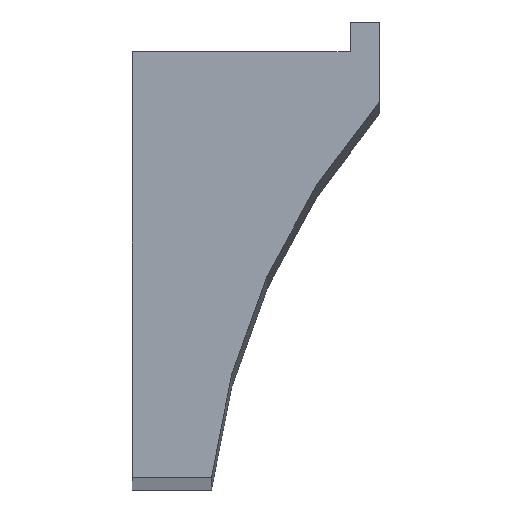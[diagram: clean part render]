
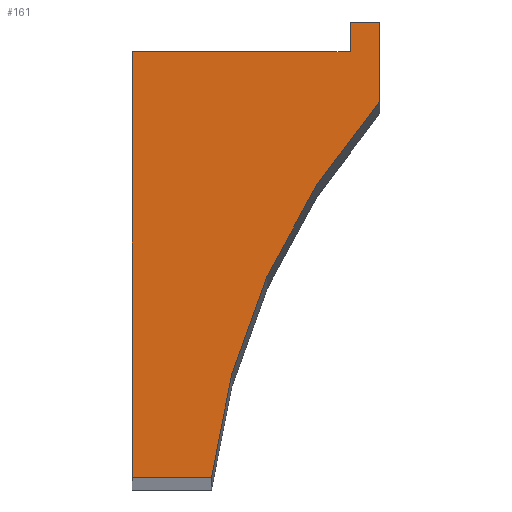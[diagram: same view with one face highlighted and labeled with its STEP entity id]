
A CAD part, top view. The second image highlights one B-rep face of the part: STEP entity #161.
In plain terms, the highlighted planar face has unit normal (0, 0, 1).
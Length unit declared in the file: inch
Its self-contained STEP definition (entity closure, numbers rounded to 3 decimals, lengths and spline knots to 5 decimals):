
#16=CIRCLE('',#185,8.75);
#20=FACE_OUTER_BOUND('',#29,.T.);
#29=EDGE_LOOP('',(#117,#118,#119,#120,#121,#122,#123));
#36=LINE('',#240,#55);
#40=LINE('',#248,#59);
#43=LINE('',#254,#62);
#44=LINE('',#256,#63);
#45=LINE('',#260,#64);
#46=LINE('',#261,#65);
#55=VECTOR('',#197,0.3937);
#59=VECTOR('',#203,0.3937);
#62=VECTOR('',#208,0.3937);
#63=VECTOR('',#209,0.3937);
#64=VECTOR('',#212,0.3937);
#65=VECTOR('',#213,0.3937);
#74=VERTEX_POINT('',#238);
#75=VERTEX_POINT('',#239);
#78=VERTEX_POINT('',#247);
#80=VERTEX_POINT('',#253);
#81=VERTEX_POINT('',#255);
#82=VERTEX_POINT('',#257);
#83=VERTEX_POINT('',#259);
#88=EDGE_CURVE('',#74,#75,#36,.T.);
#92=EDGE_CURVE('',#78,#74,#40,.T.);
#95=EDGE_CURVE('',#80,#75,#43,.T.);
#96=EDGE_CURVE('',#81,#80,#44,.T.);
#97=EDGE_CURVE('',#82,#81,#16,.T.);
#98=EDGE_CURVE('',#83,#82,#45,.T.);
#99=EDGE_CURVE('',#78,#83,#46,.T.);
#117=ORIENTED_EDGE('',*,*,#92,.T.);
#118=ORIENTED_EDGE('',*,*,#88,.T.);
#119=ORIENTED_EDGE('',*,*,#95,.F.);
#120=ORIENTED_EDGE('',*,*,#96,.F.);
#121=ORIENTED_EDGE('',*,*,#97,.F.);
#122=ORIENTED_EDGE('',*,*,#98,.F.);
#123=ORIENTED_EDGE('',*,*,#99,.F.);
#153=PLANE('',#184);
#161=ADVANCED_FACE('',(#20),#153,.F.);
#184=AXIS2_PLACEMENT_3D('',#252,#206,#207);
#185=AXIS2_PLACEMENT_3D('',#258,#210,#211);
#197=DIRECTION('',(-1.,0.,0.));
#203=DIRECTION('',(0.,-1.,0.));
#206=DIRECTION('center_axis',(0.,0.,-1.));
#207=DIRECTION('ref_axis',(1.,0.,0.));
#208=DIRECTION('',(0.,1.,0.));
#209=DIRECTION('',(-1.,0.,0.));
#210=DIRECTION('center_axis',(0.,0.,1.));
#211=DIRECTION('ref_axis',(-1.,0.,0.));
#212=DIRECTION('',(0.,-1.,0.));
#213=DIRECTION('',(1.,0.,0.));
#238=CARTESIAN_POINT('',(-222.875,-0.375,92.));
#239=CARTESIAN_POINT('',(-225.625,-0.375,92.));
#240=CARTESIAN_POINT('',(-225.625,-0.375,92.));
#247=CARTESIAN_POINT('',(-222.875,0.,92.));
#248=CARTESIAN_POINT('',(-222.875,-0.09375,92.));
#252=CARTESIAN_POINT('Origin',(-225.625,0.,92.));
#253=CARTESIAN_POINT('',(-225.625,-5.75,92.));
#254=CARTESIAN_POINT('',(-225.625,-2.875,92.));
#255=CARTESIAN_POINT('',(-224.625,-5.75,92.));
#256=CARTESIAN_POINT('',(-0.75,-5.75,92.));
#257=CARTESIAN_POINT('',(-222.5,-1.,92.));
#258=CARTESIAN_POINT('Origin',(-215.93662,-6.78658,92.));
#259=CARTESIAN_POINT('',(-222.5,0.,92.));
#260=CARTESIAN_POINT('',(-222.5,0.,92.));
#261=CARTESIAN_POINT('',(-1.625,0.,92.));
